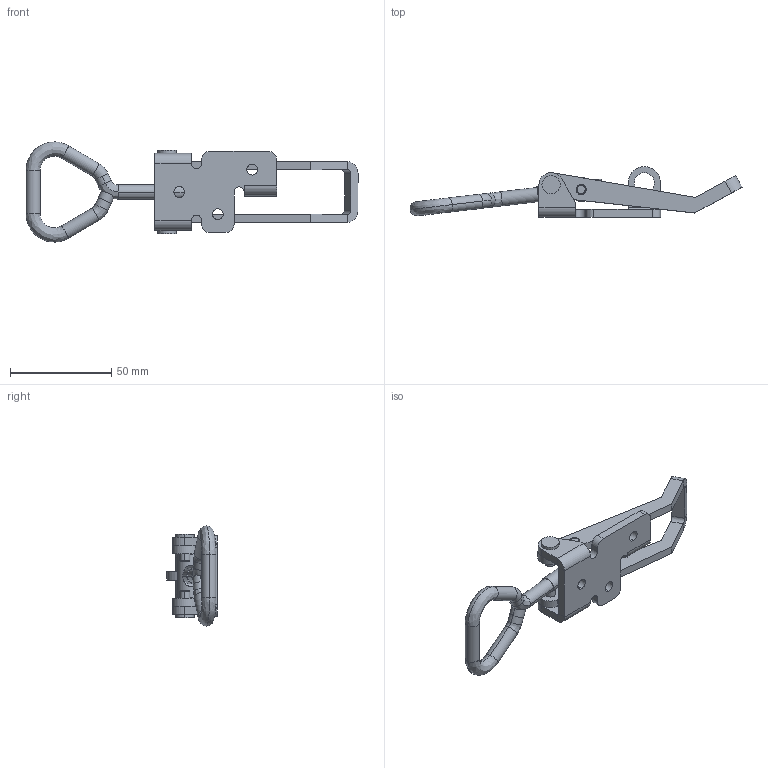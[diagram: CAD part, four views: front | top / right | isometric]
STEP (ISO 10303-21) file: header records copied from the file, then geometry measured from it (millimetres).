
FILE_DESCRIPTION (( 'STEP AP214' ), '1' );
FILE_NAME ('52089 - 703 LB ZP.STEP', '2017-01-18T13:58:15', ( '' ), ( '' ), 'SwSTEP 2.0', 'SolidWorks 2015', '' );
FILE_SCHEMA (( 'AUTOMOTIVE_DESIGN' ));
Length unit declared in the file: millimetre
Products named in the file (6): 704 - Rivet Gradin; 703 - Bygel; 703- Platta LC; 52089 - 703 LB ZP; 703 - Skruvögla; 703 - Rulle
Assembly tree (6 placements, depth 2):
  52089 - 703 LB ZP
    703- Platta LC
    703 - Bygel
    704 - Rivet Gradin  x2
    703 - Rulle
    703 - Skruvögla
Bounding box: 163.73 x 25 x 49.37 mm (x, y, z)
Volume: 27077 mm3; surface area: 18479.2 mm2
Topology: 6 solids, 6 shells, 168 faces, 378 edges, 228 vertices
Faces by surface type: cylinder 72, plane 66, bspline 16, cone 12, torus 2
Entity records: 5070 total; most frequent: CARTESIAN_POINT 1241, DIRECTION 802, ORIENTED_EDGE 712, EDGE_CURVE 356, AXIS2_PLACEMENT_3D 313, VERTEX_POINT 214, EDGE_LOOP 184, LINE 176
